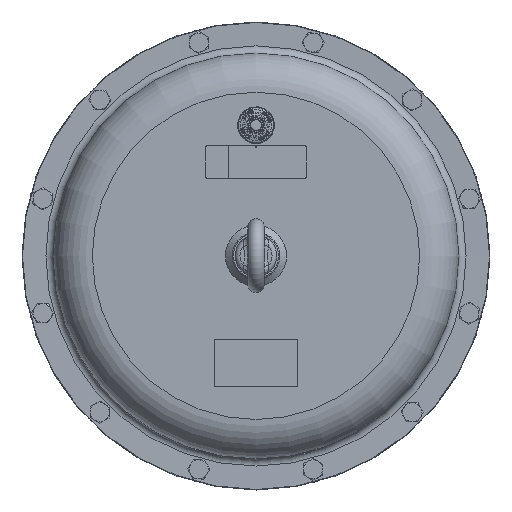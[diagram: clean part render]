
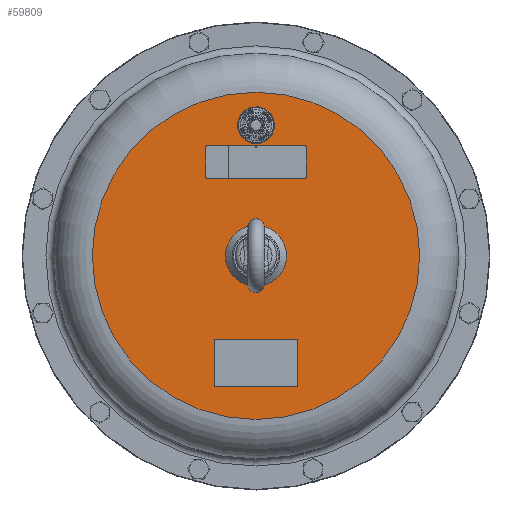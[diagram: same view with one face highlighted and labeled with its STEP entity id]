
A CAD part, top view. The second image highlights one B-rep face of the part: STEP entity #59809.
In plain terms, the highlighted planar face has unit normal (0, 0, 1).
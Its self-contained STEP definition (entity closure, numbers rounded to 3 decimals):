
#6175=LINE('',#118725,#9511);
#6179=LINE('',#118734,#9515);
#6182=LINE('',#118742,#9518);
#6185=LINE('',#118750,#9521);
#6187=LINE('',#118757,#9523);
#6190=LINE('',#118762,#9526);
#6192=LINE('',#118766,#9528);
#6194=LINE('',#118769,#9530);
#9511=VECTOR('',#76561,1000.);
#9515=VECTOR('',#76571,1000.);
#9518=VECTOR('',#76580,1000.);
#9521=VECTOR('',#76589,1000.);
#9523=VECTOR('',#76597,1000.);
#9526=VECTOR('',#76602,1000.);
#9528=VECTOR('',#76606,1000.);
#9530=VECTOR('',#76610,1000.);
#11597=FACE_BOUND('',#17461,.T.);
#11598=FACE_BOUND('',#17462,.T.);
#11599=FACE_BOUND('',#17463,.T.);
#11600=FACE_BOUND('',#17464,.T.);
#13864=FACE_OUTER_BOUND('',#17460,.T.);
#17460=EDGE_LOOP('',(#46772));
#17461=EDGE_LOOP('',(#46773));
#17462=EDGE_LOOP('',(#46774,#46775,#46776,#46777,#46778,#46779,#46780,#46781));
#17463=EDGE_LOOP('',(#46782,#46783,#46784,#46785));
#17464=EDGE_LOOP('',(#46786));
#20536=CIRCLE('',#64428,137.75);
#20553=CIRCLE('',#64453,14.);
#20554=CIRCLE('',#64455,25.657);
#20693=CIRCLE('',#64787,2.);
#20694=CIRCLE('',#64790,2.);
#20695=CIRCLE('',#64793,2.);
#20696=CIRCLE('',#64796,2.);
#24981=VERTEX_POINT('',#116819);
#25012=VERTEX_POINT('',#116888);
#25013=VERTEX_POINT('',#116892);
#25272=VERTEX_POINT('',#118723);
#25273=VERTEX_POINT('',#118724);
#25274=VERTEX_POINT('',#118729);
#25275=VERTEX_POINT('',#118733);
#25276=VERTEX_POINT('',#118737);
#25277=VERTEX_POINT('',#118741);
#25278=VERTEX_POINT('',#118745);
#25279=VERTEX_POINT('',#118749);
#25280=VERTEX_POINT('',#118755);
#25281=VERTEX_POINT('',#118756);
#25282=VERTEX_POINT('',#118761);
#25283=VERTEX_POINT('',#118765);
#32213=EDGE_CURVE('',#24981,#24981,#20536,.T.);
#32246=EDGE_CURVE('',#25012,#25012,#20553,.T.);
#32248=EDGE_CURVE('',#25013,#25013,#20554,.T.);
#32655=EDGE_CURVE('',#25272,#25273,#6175,.T.);
#32658=EDGE_CURVE('',#25273,#25274,#20693,.T.);
#32660=EDGE_CURVE('',#25274,#25275,#6179,.T.);
#32662=EDGE_CURVE('',#25275,#25276,#20694,.T.);
#32664=EDGE_CURVE('',#25276,#25277,#6182,.T.);
#32666=EDGE_CURVE('',#25277,#25278,#20695,.T.);
#32668=EDGE_CURVE('',#25278,#25279,#6185,.T.);
#32670=EDGE_CURVE('',#25279,#25272,#20696,.T.);
#32671=EDGE_CURVE('',#25280,#25281,#6187,.T.);
#32674=EDGE_CURVE('',#25281,#25282,#6190,.T.);
#32676=EDGE_CURVE('',#25282,#25283,#6192,.T.);
#32678=EDGE_CURVE('',#25283,#25280,#6194,.T.);
#46772=ORIENTED_EDGE('',*,*,#32213,.F.);
#46773=ORIENTED_EDGE('',*,*,#32248,.T.);
#46774=ORIENTED_EDGE('',*,*,#32670,.F.);
#46775=ORIENTED_EDGE('',*,*,#32668,.F.);
#46776=ORIENTED_EDGE('',*,*,#32666,.F.);
#46777=ORIENTED_EDGE('',*,*,#32664,.F.);
#46778=ORIENTED_EDGE('',*,*,#32662,.F.);
#46779=ORIENTED_EDGE('',*,*,#32660,.F.);
#46780=ORIENTED_EDGE('',*,*,#32658,.F.);
#46781=ORIENTED_EDGE('',*,*,#32655,.F.);
#46782=ORIENTED_EDGE('',*,*,#32678,.F.);
#46783=ORIENTED_EDGE('',*,*,#32676,.F.);
#46784=ORIENTED_EDGE('',*,*,#32674,.F.);
#46785=ORIENTED_EDGE('',*,*,#32671,.F.);
#46786=ORIENTED_EDGE('',*,*,#32246,.T.);
#53800=PLANE('',#64831);
#59809=ADVANCED_FACE('',(#13864,#11597,#11598,#11599,#11600),#53800,.F.);
#64428=AXIS2_PLACEMENT_3D('',#116821,#75716,#75717);
#64453=AXIS2_PLACEMENT_3D('',#116889,#75778,#75779);
#64455=AXIS2_PLACEMENT_3D('',#116893,#75783,#75784);
#64787=AXIS2_PLACEMENT_3D('',#118730,#76566,#76567);
#64790=AXIS2_PLACEMENT_3D('',#118738,#76575,#76576);
#64793=AXIS2_PLACEMENT_3D('',#118746,#76584,#76585);
#64796=AXIS2_PLACEMENT_3D('',#118753,#76593,#76594);
#64831=AXIS2_PLACEMENT_3D('',#118840,#76705,#76706);
#75716=DIRECTION('center_axis',(0.,0.,
-1.));
#75717=DIRECTION('ref_axis',(-1.,0.,0.));
#75778=DIRECTION('center_axis',(0.,0.,
-1.));
#75779=DIRECTION('ref_axis',(-1.,0.,0.));
#75783=DIRECTION('center_axis',(0.,0.,
-1.));
#75784=DIRECTION('ref_axis',(-1.,0.,0.));
#76561=DIRECTION('',(0.,1.,0.));
#76566=DIRECTION('center_axis',(0.,0.,
1.));
#76567=DIRECTION('ref_axis',(1.,0.,0.));
#76571=DIRECTION('',(-1.,0.,0.));
#76575=DIRECTION('center_axis',(0.,0.,
1.));
#76576=DIRECTION('ref_axis',(1.,0.,0.));
#76580=DIRECTION('',(0.,-1.,0.));
#76584=DIRECTION('center_axis',(0.,0.,
1.));
#76585=DIRECTION('ref_axis',(1.,0.,0.));
#76589=DIRECTION('',(1.,0.,0.));
#76593=DIRECTION('center_axis',(0.,0.,
1.));
#76594=DIRECTION('ref_axis',(1.,0.,0.));
#76597=DIRECTION('',(-1.,0.,0.));
#76602=DIRECTION('',(0.,-1.,0.));
#76606=DIRECTION('',(1.,0.,0.));
#76610=DIRECTION('',(0.,1.,0.));
#76705=DIRECTION('center_axis',(0.,0.,
-1.));
#76706=DIRECTION('ref_axis',(-1.,0.,0.));
#116819=CARTESIAN_POINT('',(137.75,0.,401.));
#116821=CARTESIAN_POINT('Origin',(0.,0.,
401.));
#116888=CARTESIAN_POINT('',(14.,110.,401.));
#116889=CARTESIAN_POINT('Origin',(0.,110.,401.));
#116892=CARTESIAN_POINT('',(25.657,0.,401.));
#116893=CARTESIAN_POINT('Origin',(0.,0.,
401.));
#118723=CARTESIAN_POINT('',(42.5,67.,401.));
#118724=CARTESIAN_POINT('',(42.5,91.,401.));
#118725=CARTESIAN_POINT('',(42.5,67.,401.));
#118729=CARTESIAN_POINT('',(40.5,93.,401.));
#118730=CARTESIAN_POINT('Origin',(40.5,91.,401.));
#118733=CARTESIAN_POINT('',(-40.5,93.,401.));
#118734=CARTESIAN_POINT('',(40.5,93.,401.));
#118737=CARTESIAN_POINT('',(-42.5,91.,401.));
#118738=CARTESIAN_POINT('Origin',(-40.5,91.,401.));
#118741=CARTESIAN_POINT('',(-42.5,67.,401.));
#118742=CARTESIAN_POINT('',(-42.5,67.,401.));
#118745=CARTESIAN_POINT('',(-40.5,65.,401.));
#118746=CARTESIAN_POINT('Origin',(-40.5,67.,401.));
#118749=CARTESIAN_POINT('',(40.5,65.,401.));
#118750=CARTESIAN_POINT('',(40.5,65.,401.));
#118753=CARTESIAN_POINT('Origin',(40.5,67.,401.));
#118755=CARTESIAN_POINT('',(35.,-70.,401.));
#118756=CARTESIAN_POINT('',(-35.,-70.,401.));
#118757=CARTESIAN_POINT('',(35.,-70.,401.));
#118761=CARTESIAN_POINT('',(-35.,-110.,401.));
#118762=CARTESIAN_POINT('',(-35.,-70.,401.));
#118765=CARTESIAN_POINT('',(35.,-110.,401.));
#118766=CARTESIAN_POINT('',(35.,-110.,401.));
#118769=CARTESIAN_POINT('',(35.,-70.,401.));
#118840=CARTESIAN_POINT('Origin',(0.,0.,
401.));
